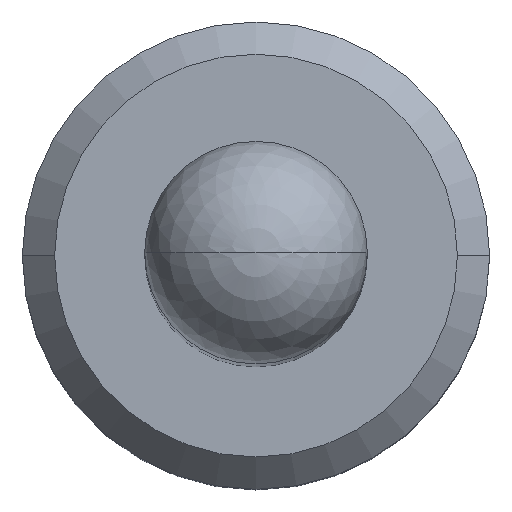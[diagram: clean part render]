
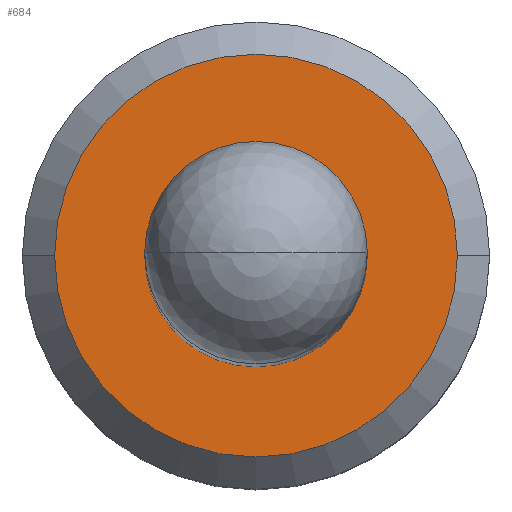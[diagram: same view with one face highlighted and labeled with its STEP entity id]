
A CAD part, top view. The second image highlights one B-rep face of the part: STEP entity #684.
In plain terms, the highlighted planar face has unit normal (0, 0, 1).
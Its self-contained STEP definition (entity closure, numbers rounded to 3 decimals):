
#259=CARTESIAN_POINT('',(0.,0.,-0.696));
#260=DIRECTION('',(0.,0.,-1.));
#261=DIRECTION('',(-1.,0.,0.));
#262=AXIS2_PLACEMENT_3D('',#259,#260,#261);
#264=CARTESIAN_POINT('',(0.,0.,-0.696));
#265=DIRECTION('',(0.,0.,1.));
#266=DIRECTION('',(-1.,0.,0.));
#267=AXIS2_PLACEMENT_3D('',#264,#265,#266);
#269=CARTESIAN_POINT('',(0.,0.,-0.696));
#270=DIRECTION('',(0.,0.,1.));
#271=DIRECTION('',(-1.,0.,0.));
#272=AXIS2_PLACEMENT_3D('',#269,#270,#271);
#278=CARTESIAN_POINT('',(0.,0.,-0.696));
#279=DIRECTION('',(0.,0.,-1.));
#280=DIRECTION('',(-1.,0.,0.));
#281=AXIS2_PLACEMENT_3D('',#278,#279,#280);
#333=CARTESIAN_POINT('',(-0.905,0.,-0.696));
#334=VERTEX_POINT('',#333);
#335=CARTESIAN_POINT('',(-0.5,0.,-0.696));
#337=VERTEX_POINT('',#335);
#359=CARTESIAN_POINT('',(0.905,0.,-0.696));
#360=VERTEX_POINT('',#359);
#361=CARTESIAN_POINT('',(0.5,0.,-0.696));
#363=VERTEX_POINT('',#361);
#669=CARTESIAN_POINT('',(0.,0.,-0.696));
#670=DIRECTION('',(0.,0.,1.));
#671=DIRECTION('',(-1.,0.,0.));
#672=AXIS2_PLACEMENT_3D('',#669,#670,#671);
#673=PLANE('',#672);
#674=ORIENTED_EDGE('',*,*,#651,.T.);
#675=ORIENTED_EDGE('',*,*,#662,.F.);
#676=EDGE_LOOP('',(#674,#675));
#677=FACE_OUTER_BOUND('',#676,.F.);
#679=ORIENTED_EDGE('',*,*,#678,.T.);
#681=ORIENTED_EDGE('',*,*,#680,.F.);
#682=EDGE_LOOP('',(#679,#681));
#683=FACE_BOUND('',#682,.F.);
#684=ADVANCED_FACE('',(#677,#683),#673,.T.);
#263=CIRCLE('',#262,0.905);
#268=CIRCLE('',#267,0.905);
#273=CIRCLE('',#272,0.5);
#282=CIRCLE('',#281,0.5);
#651=EDGE_CURVE('',#334,#360,#263,.T.);
#662=EDGE_CURVE('',#334,#360,#268,.T.);
#678=EDGE_CURVE('',#337,#363,#273,.T.);
#680=EDGE_CURVE('',#337,#363,#282,.T.);
